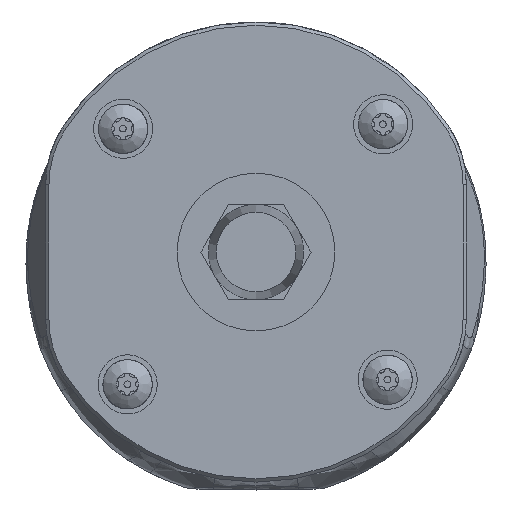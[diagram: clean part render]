
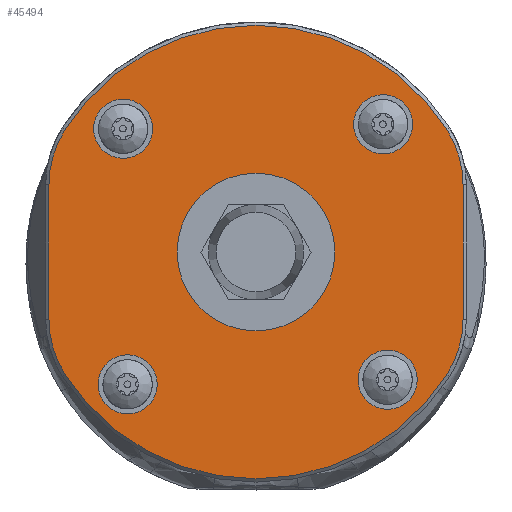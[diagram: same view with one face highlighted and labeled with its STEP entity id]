
A CAD part, front view. The second image highlights one B-rep face of the part: STEP entity #45494.
In plain terms, the highlighted planar face has unit normal (0, -1, 0).
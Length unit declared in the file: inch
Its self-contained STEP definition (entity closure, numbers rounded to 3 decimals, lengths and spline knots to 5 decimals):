
#31 = ORIENTED_EDGE ( 'NONE', *, *, #57344, .T. ) ;
#526 = CIRCLE ( 'NONE', #23911, 0.08858 ) ;
#834 = VERTEX_POINT ( 'NONE', #43821 ) ;
#1488 = FACE_BOUND ( 'NONE', #67627, .T. ) ;
#3136 = AXIS2_PLACEMENT_3D ( 'NONE', #36492, #36064, #69034 ) ;
#3275 = DIRECTION ( 'NONE',  ( 0., 1., 0. ) ) ;
#4213 = DIRECTION ( 'NONE',  ( 0., 1., 0. ) ) ;
#4304 = EDGE_LOOP ( 'NONE', ( #52399, #63095, #16235, #4576, #48069, #31, #10886, #53901 ) ) ;
#4576 = ORIENTED_EDGE ( 'NONE', *, *, #63133, .F. ) ;
#5760 = CARTESIAN_POINT ( 'NONE',  ( -1.24016, 0.09843, -1.78138 ) ) ;
#6243 = AXIS2_PLACEMENT_3D ( 'NONE', #9199, #36606, #68301 ) ;
#7526 = DIRECTION ( 'NONE',  ( 0., 1., 0. ) ) ;
#7745 = EDGE_CURVE ( 'NONE', #84714, #84714, #47938, .T. ) ;
#7947 = DIRECTION ( 'NONE',  ( 0., 0., 1. ) ) ;
#9199 = CARTESIAN_POINT ( 'NONE',  ( -0.62992, 0.09843, -0.97453 ) ) ;
#9477 = CARTESIAN_POINT ( 'NONE',  ( -1.24016, 0.09843, -1.78138 ) ) ;
#9789 = VERTEX_POINT ( 'NONE', #9477 ) ;
#10120 = AXIS2_PLACEMENT_3D ( 'NONE', #72556, #46484, #78588 ) ;
#10601 = DIRECTION ( 'NONE',  ( 0., 0., 1. ) ) ;
#10667 = ORIENTED_EDGE ( 'NONE', *, *, #60802, .T. ) ;
#10886 = ORIENTED_EDGE ( 'NONE', *, *, #28152, .F. ) ;
#13929 = CARTESIAN_POINT ( 'NONE',  ( 0.76181, 0.09843, -0.70097 ) ) ;
#16156 = CARTESIAN_POINT ( 'NONE',  ( 0.76181, 0.09843, -2.14352 ) ) ;
#16235 = ORIENTED_EDGE ( 'NONE', *, *, #38965, .F. ) ;
#16662 = DIRECTION ( 'NONE',  ( 0., 0., 1. ) ) ;
#18811 = CARTESIAN_POINT ( 'NONE',  ( -0.76181, 0.09843, -2.2321 ) ) ;
#19158 = EDGE_LOOP ( 'NONE', ( #29768 ) ) ;
#19587 = AXIS2_PLACEMENT_3D ( 'NONE', #49926, #69574, #37021 ) ;
#20100 = VERTEX_POINT ( 'NONE', #66929 ) ;
#20380 = FACE_OUTER_BOUND ( 'NONE', #4304, .T. ) ;
#20383 = CARTESIAN_POINT ( 'NONE',  ( -1.1438, 0.09843, -0.64542 ) ) ;
#20798 = FACE_BOUND ( 'NONE', #62785, .T. ) ;
#21245 = CIRCLE ( 'NONE', #54084, 0.61024 ) ;
#21291 = CIRCLE ( 'NONE', #6243, 0.61024 ) ;
#22633 = CARTESIAN_POINT ( 'NONE',  ( 1.24016, 0.09843, -0.97453 ) ) ;
#23054 = LINE ( 'NONE', #22633, #36451 ) ;
#23527 = DIRECTION ( 'NONE',  ( 0., 1., 0. ) ) ;
#23792 = CARTESIAN_POINT ( 'NONE',  ( -0.76181, 0.09843, -2.14352 ) ) ;
#23911 = AXIS2_PLACEMENT_3D ( 'NONE', #74926, #23527, #35511 ) ;
#25196 = CIRCLE ( 'NONE', #56665, 0.61024 ) ;
#25684 = CIRCLE ( 'NONE', #76303, 0.61024 ) ;
#25896 = ORIENTED_EDGE ( 'NONE', *, *, #40652, .T. ) ;
#26688 = CARTESIAN_POINT ( 'NONE',  ( 1.1438, 0.09843, -2.11048 ) ) ;
#26843 = AXIS2_PLACEMENT_3D ( 'NONE', #60211, #7526, #7947 ) ;
#28152 = EDGE_CURVE ( 'NONE', #834, #9789, #25684, .T. ) ;
#28505 = CARTESIAN_POINT ( 'NONE',  ( 0.76181, 0.09843, -2.2321 ) ) ;
#29768 = ORIENTED_EDGE ( 'NONE', *, *, #7745, .T. ) ;
#30576 = CIRCLE ( 'NONE', #19587, 1.35827 ) ;
#31628 = CARTESIAN_POINT ( 'NONE',  ( 0.62992, 0.09843, -0.97453 ) ) ;
#31651 = VERTEX_POINT ( 'NONE', #37780 ) ;
#32837 = EDGE_CURVE ( 'NONE', #62518, #834, #30576, .T. ) ;
#32998 = CIRCLE ( 'NONE', #65840, 1.35827 ) ;
#33653 = VERTEX_POINT ( 'NONE', #79881 ) ;
#34092 = EDGE_LOOP ( 'NONE', ( #39929 ) ) ;
#35018 = VERTEX_POINT ( 'NONE', #42753 ) ;
#35511 = DIRECTION ( 'NONE',  ( 0., 0., -1. ) ) ;
#36064 = DIRECTION ( 'NONE',  ( 0., 1., 0. ) ) ;
#36195 = DIRECTION ( 'NONE',  ( 0., 1., 0. ) ) ;
#36451 = VECTOR ( 'NONE', #10601, 39.37008 ) ;
#36492 = CARTESIAN_POINT ( 'NONE',  ( 0., 0.09843, -1.37795 ) ) ;
#36606 = DIRECTION ( 'NONE',  ( 0., 1., 0. ) ) ;
#37021 = DIRECTION ( 'NONE',  ( 0., 0., 1. ) ) ;
#37780 = CARTESIAN_POINT ( 'NONE',  ( 1.24016, 0.09843, -0.97453 ) ) ;
#38965 = EDGE_CURVE ( 'NONE', #68823, #31651, #25196, .T. ) ;
#39929 = ORIENTED_EDGE ( 'NONE', *, *, #72338, .T. ) ;
#40652 = EDGE_CURVE ( 'NONE', #35018, #35018, #49751, .T. ) ;
#40950 = FACE_BOUND ( 'NONE', #19158, .T. ) ;
#41225 = DIRECTION ( 'NONE',  ( 0., 1., 0. ) ) ;
#42236 = VERTEX_POINT ( 'NONE', #28505 ) ;
#42753 = CARTESIAN_POINT ( 'NONE',  ( 0., 0.09843, -1.74213 ) ) ;
#43821 = CARTESIAN_POINT ( 'NONE',  ( -1.1438, 0.09843, -2.11048 ) ) ;
#45355 = EDGE_CURVE ( 'NONE', #68162, #31651, #23054, .T. ) ;
#45494 = ADVANCED_FACE ( 'NONE', ( #20798, #1488, #67049, #65788, #40950, #20380 ), #66637, .F. ) ;
#46484 = DIRECTION ( 'NONE',  ( 0., 1., 0. ) ) ;
#47252 = DIRECTION ( 'NONE',  ( 0., 1., 0. ) ) ;
#47674 = CARTESIAN_POINT ( 'NONE',  ( -0.62992, 0.09843, -1.78138 ) ) ;
#47938 = CIRCLE ( 'NONE', #58836, 0.08858 ) ;
#48069 = ORIENTED_EDGE ( 'NONE', *, *, #74448, .F. ) ;
#49751 = CIRCLE ( 'NONE', #3136, 0.36417 ) ;
#49926 = CARTESIAN_POINT ( 'NONE',  ( 0., 0.09843, -1.37795 ) ) ;
#50687 = DIRECTION ( 'NONE',  ( 0., 1., 0. ) ) ;
#52328 = CARTESIAN_POINT ( 'NONE',  ( 0., 0.09843, -1.37795 ) ) ;
#52399 = ORIENTED_EDGE ( 'NONE', *, *, #73729, .F. ) ;
#53901 = ORIENTED_EDGE ( 'NONE', *, *, #32837, .F. ) ;
#54084 = AXIS2_PLACEMENT_3D ( 'NONE', #76216, #47252, #16662 ) ;
#56665 = AXIS2_PLACEMENT_3D ( 'NONE', #31628, #4213, #77467 ) ;
#57116 = DIRECTION ( 'NONE',  ( 0., 0., 1. ) ) ;
#57344 = EDGE_CURVE ( 'NONE', #20100, #9789, #78976, .T. ) ;
#58836 = AXIS2_PLACEMENT_3D ( 'NONE', #23792, #36195, #69166 ) ;
#60211 = CARTESIAN_POINT ( 'NONE',  ( 0., 0.09843, -1.37795 ) ) ;
#60802 = EDGE_CURVE ( 'NONE', #33653, #33653, #66154, .T. ) ;
#62518 = VERTEX_POINT ( 'NONE', #26688 ) ;
#62537 = AXIS2_PLACEMENT_3D ( 'NONE', #16156, #3275, #73962 ) ;
#62785 = EDGE_LOOP ( 'NONE', ( #25896 ) ) ;
#63095 = ORIENTED_EDGE ( 'NONE', *, *, #45355, .T. ) ;
#63133 = EDGE_CURVE ( 'NONE', #66648, #68823, #32998, .T. ) ;
#65788 = FACE_BOUND ( 'NONE', #70733, .T. ) ;
#65840 = AXIS2_PLACEMENT_3D ( 'NONE', #52328, #50687, #57116 ) ;
#66154 = CIRCLE ( 'NONE', #10120, 0.08858 ) ;
#66637 = PLANE ( 'NONE',  #26843 ) ;
#66648 = VERTEX_POINT ( 'NONE', #20383 ) ;
#66929 = CARTESIAN_POINT ( 'NONE',  ( -1.24016, 0.09843, -0.97453 ) ) ;
#67049 = FACE_BOUND ( 'NONE', #34092, .T. ) ;
#67315 = VECTOR ( 'NONE', #72121, 39.37008 ) ;
#67321 = DIRECTION ( 'NONE',  ( 0., 0., 1. ) ) ;
#67627 = EDGE_LOOP ( 'NONE', ( #10667 ) ) ;
#68162 = VERTEX_POINT ( 'NONE', #76586 ) ;
#68301 = DIRECTION ( 'NONE',  ( 0., 0., 1. ) ) ;
#68823 = VERTEX_POINT ( 'NONE', #78047 ) ;
#69034 = DIRECTION ( 'NONE',  ( 0., 0., -1. ) ) ;
#69166 = DIRECTION ( 'NONE',  ( 0., 0., -1. ) ) ;
#69574 = DIRECTION ( 'NONE',  ( 0., 1., 0. ) ) ;
#70733 = EDGE_LOOP ( 'NONE', ( #83897 ) ) ;
#72121 = DIRECTION ( 'NONE',  ( 0., 0., -1. ) ) ;
#72338 = EDGE_CURVE ( 'NONE', #72606, #72606, #526, .T. ) ;
#72556 = CARTESIAN_POINT ( 'NONE',  ( -0.76181, 0.09843, -0.61238 ) ) ;
#72606 = VERTEX_POINT ( 'NONE', #13929 ) ;
#73729 = EDGE_CURVE ( 'NONE', #68162, #62518, #21245, .T. ) ;
#73962 = DIRECTION ( 'NONE',  ( 0., 0., -1. ) ) ;
#74448 = EDGE_CURVE ( 'NONE', #20100, #66648, #21291, .T. ) ;
#74926 = CARTESIAN_POINT ( 'NONE',  ( 0.76181, 0.09843, -0.61238 ) ) ;
#76216 = CARTESIAN_POINT ( 'NONE',  ( 0.62992, 0.09843, -1.78138 ) ) ;
#76303 = AXIS2_PLACEMENT_3D ( 'NONE', #47674, #41225, #67321 ) ;
#76586 = CARTESIAN_POINT ( 'NONE',  ( 1.24016, 0.09843, -1.78138 ) ) ;
#77467 = DIRECTION ( 'NONE',  ( 0., 0., 1. ) ) ;
#78047 = CARTESIAN_POINT ( 'NONE',  ( 1.1438, 0.09843, -0.64542 ) ) ;
#78588 = DIRECTION ( 'NONE',  ( 0., 0., -1. ) ) ;
#78976 = LINE ( 'NONE', #5760, #67315 ) ;
#79881 = CARTESIAN_POINT ( 'NONE',  ( -0.76181, 0.09843, -0.70097 ) ) ;
#83058 = CIRCLE ( 'NONE', #62537, 0.08858 ) ;
#83897 = ORIENTED_EDGE ( 'NONE', *, *, #84334, .T. ) ;
#84334 = EDGE_CURVE ( 'NONE', #42236, #42236, #83058, .T. ) ;
#84714 = VERTEX_POINT ( 'NONE', #18811 ) ;
